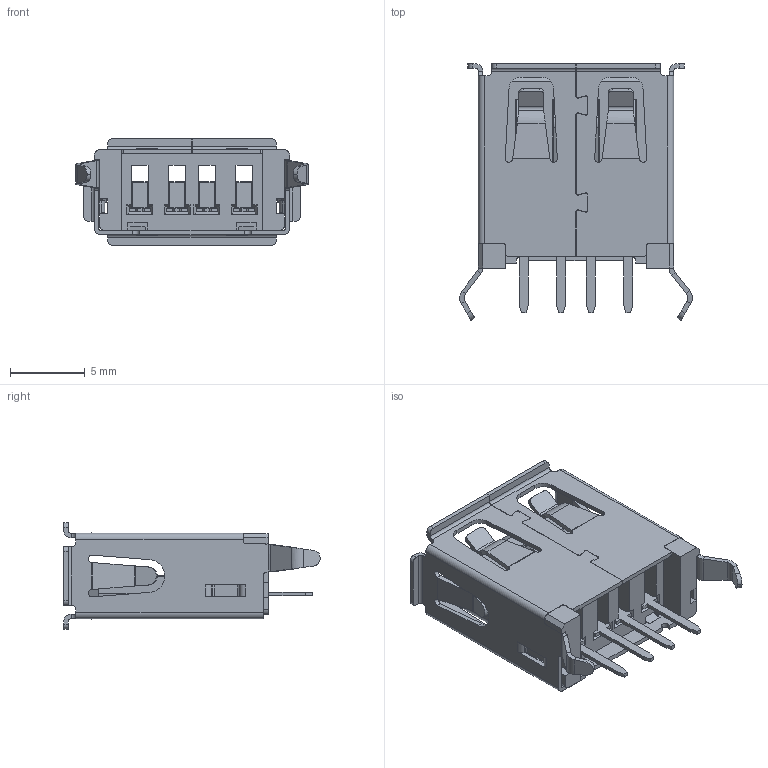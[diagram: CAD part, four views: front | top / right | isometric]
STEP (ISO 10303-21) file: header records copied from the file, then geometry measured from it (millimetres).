
FILE_DESCRIPTION(/* description */ ('STEP AP203'),/* implementation_level */ '2;1');
FILE_NAME(/* name */ 'USB1040-15-L-B',/* time_stamp */ '2023-04-16T23:02:18+02:00',/* author */ ('License CC BY-ND 4.0'),/* organization */ ('CADENAS'),/* preprocessor_version */ 'ST-DEVELOPER v19.3',/* originating_system */ 'PARTsolutions',/* authorisation */ ' ');
FILE_SCHEMA (('CONFIG_CONTROL_DESIGN'));
Length unit declared in the file: millimetre
Products named in the file (3): USB1040-15-L-B; USB1040-15-L-B_PART2; USB1040-15-L-B_PART1
Assembly tree (2 placements, depth 2):
  USB1040-15-L-B
    USB1040-15-L-B_PART2
    USB1040-15-L-B_PART1
Bounding box: 15.59 x 17.2 x 7.12 mm (x, y, z)
Volume: 445.7 mm3; surface area: 1783.1 mm2
Topology: 2 solids, 2 shells, 774 faces, 2161 edges, 1370 vertices
Faces by surface type: plane 498, cylinder 222, bspline 52, cone 2
Entity records: 28380 total; most frequent: CARTESIAN_POINT 5991, ORIENTED_EDGE 4310, DIRECTION 3874, EDGE_CURVE 2155, LINE 1636, VECTOR 1636, VERTEX_POINT 1370, AXIS2_PLACEMENT_3D 1119
